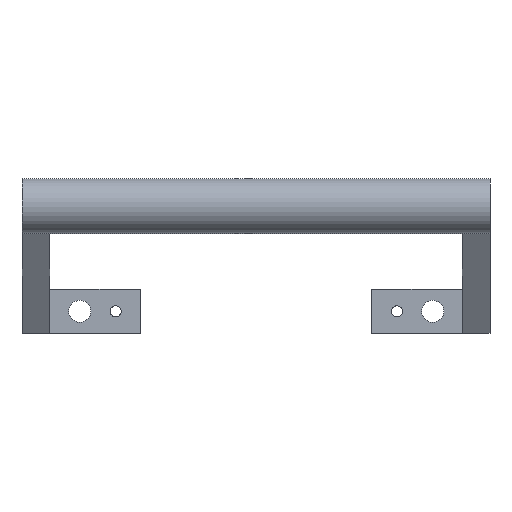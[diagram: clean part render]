
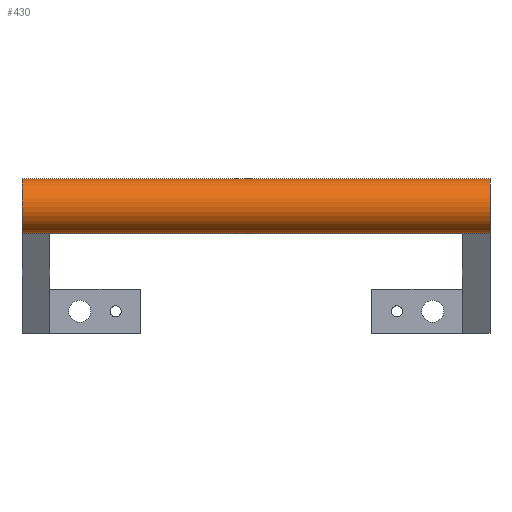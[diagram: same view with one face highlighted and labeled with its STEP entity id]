
A CAD part, top view. The second image highlights one B-rep face of the part: STEP entity #430.
In plain terms, the highlighted cylindrical face has radius 10 mm (diameter 20 mm), a full revolution.
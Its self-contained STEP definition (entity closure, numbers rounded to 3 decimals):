
#102 = VERTEX_POINT('',#103);
#103 = CARTESIAN_POINT('',(-119.,33.443,137.911));
#119 = VERTEX_POINT('',#120);
#120 = CARTESIAN_POINT('',(-119.,18.7,142.625));
#237 = EDGE_CURVE('',#238,#119,#240,.T.);
#238 = VERTEX_POINT('',#239);
#239 = CARTESIAN_POINT('',(-109.,18.7,142.625));
#240 = LINE('',#241,#242);
#241 = CARTESIAN_POINT('',(-119.,18.7,142.625));
#242 = VECTOR('',#243,1.);
#243 = DIRECTION('',(-1.,0.,0.));
#352 = VERTEX_POINT('',#353);
#353 = CARTESIAN_POINT('',(-109.,33.443,137.911));
#359 = EDGE_CURVE('',#352,#102,#360,.T.);
#360 = LINE('',#361,#362);
#361 = CARTESIAN_POINT('',(-119.,33.443,137.911));
#362 = VECTOR('',#363,1.);
#363 = DIRECTION('',(-1.,0.,0.));
#409 = EDGE_CURVE('',#352,#410,#412,.T.);
#410 = VERTEX_POINT('',#411);
#411 = CARTESIAN_POINT('',(-109.,28.,136.3));
#412 = CIRCLE('',#413,10.);
#413 = AXIS2_PLACEMENT_3D('',#414,#415,#416);
#414 = CARTESIAN_POINT('',(-109.,28.,146.3));
#415 = DIRECTION('',(-1.,0.,0.));
#416 = DIRECTION('',(0.,0.,-1.));
#418 = EDGE_CURVE('',#410,#238,#419,.T.);
#419 = CIRCLE('',#420,10.);
#420 = AXIS2_PLACEMENT_3D('',#421,#422,#423);
#421 = CARTESIAN_POINT('',(-109.,28.,146.3));
#422 = DIRECTION('',(-1.,0.,0.));
#423 = DIRECTION('',(0.,0.,-1.));
#430 = ADVANCED_FACE('',(#431),#494,.T.);
#431 = FACE_BOUND('',#432,.F.);
#432 = EDGE_LOOP('',(#433,#434,#442,#451,#459,#468,#476,#483,#484,#485,
    #486,#493));
#433 = ORIENTED_EDGE('',*,*,#409,.T.);
#434 = ORIENTED_EDGE('',*,*,#435,.T.);
#435 = EDGE_CURVE('',#410,#436,#438,.T.);
#436 = VERTEX_POINT('',#437);
#437 = CARTESIAN_POINT('',(41.,28.,136.3));
#438 = LINE('',#439,#440);
#439 = CARTESIAN_POINT('',(-119.,28.,136.3));
#440 = VECTOR('',#441,1.);
#441 = DIRECTION('',(1.,0.,0.));
#442 = ORIENTED_EDGE('',*,*,#443,.F.);
#443 = EDGE_CURVE('',#444,#436,#446,.T.);
#444 = VERTEX_POINT('',#445);
#445 = CARTESIAN_POINT('',(41.,33.443,137.911));
#446 = CIRCLE('',#447,10.);
#447 = AXIS2_PLACEMENT_3D('',#448,#449,#450);
#448 = CARTESIAN_POINT('',(41.,28.,146.3));
#449 = DIRECTION('',(-1.,0.,0.));
#450 = DIRECTION('',(0.,0.,-1.));
#451 = ORIENTED_EDGE('',*,*,#452,.F.);
#452 = EDGE_CURVE('',#453,#444,#455,.T.);
#453 = VERTEX_POINT('',#454);
#454 = CARTESIAN_POINT('',(51.,33.443,137.911));
#455 = LINE('',#456,#457);
#456 = CARTESIAN_POINT('',(-119.,33.443,137.911));
#457 = VECTOR('',#458,1.);
#458 = DIRECTION('',(-1.,0.,0.));
#459 = ORIENTED_EDGE('',*,*,#460,.T.);
#460 = EDGE_CURVE('',#453,#461,#463,.T.);
#461 = VERTEX_POINT('',#462);
#462 = CARTESIAN_POINT('',(51.,18.7,142.625));
#463 = CIRCLE('',#464,10.);
#464 = AXIS2_PLACEMENT_3D('',#465,#466,#467);
#465 = CARTESIAN_POINT('',(51.,28.,146.3));
#466 = DIRECTION('',(1.,-0.,0.));
#467 = DIRECTION('',(0.,0.,-1.));
#468 = ORIENTED_EDGE('',*,*,#469,.T.);
#469 = EDGE_CURVE('',#461,#470,#472,.T.);
#470 = VERTEX_POINT('',#471);
#471 = CARTESIAN_POINT('',(41.,18.7,142.625));
#472 = LINE('',#473,#474);
#473 = CARTESIAN_POINT('',(-119.,18.7,142.625));
#474 = VECTOR('',#475,1.);
#475 = DIRECTION('',(-1.,0.,0.));
#476 = ORIENTED_EDGE('',*,*,#477,.F.);
#477 = EDGE_CURVE('',#436,#470,#478,.T.);
#478 = CIRCLE('',#479,10.);
#479 = AXIS2_PLACEMENT_3D('',#480,#481,#482);
#480 = CARTESIAN_POINT('',(41.,28.,146.3));
#481 = DIRECTION('',(-1.,0.,0.));
#482 = DIRECTION('',(0.,0.,-1.));
#483 = ORIENTED_EDGE('',*,*,#435,.F.);
#484 = ORIENTED_EDGE('',*,*,#418,.T.);
#485 = ORIENTED_EDGE('',*,*,#237,.T.);
#486 = ORIENTED_EDGE('',*,*,#487,.F.);
#487 = EDGE_CURVE('',#102,#119,#488,.T.);
#488 = CIRCLE('',#489,10.);
#489 = AXIS2_PLACEMENT_3D('',#490,#491,#492);
#490 = CARTESIAN_POINT('',(-119.,28.,146.3));
#491 = DIRECTION('',(1.,-0.,0.));
#492 = DIRECTION('',(0.,0.,-1.));
#493 = ORIENTED_EDGE('',*,*,#359,.F.);
#494 = CYLINDRICAL_SURFACE('',#495,10.);
#495 = AXIS2_PLACEMENT_3D('',#496,#497,#498);
#496 = CARTESIAN_POINT('',(-119.,28.,146.3));
#497 = DIRECTION('',(-1.,-0.,0.));
#498 = DIRECTION('',(0.,0.,-1.));
